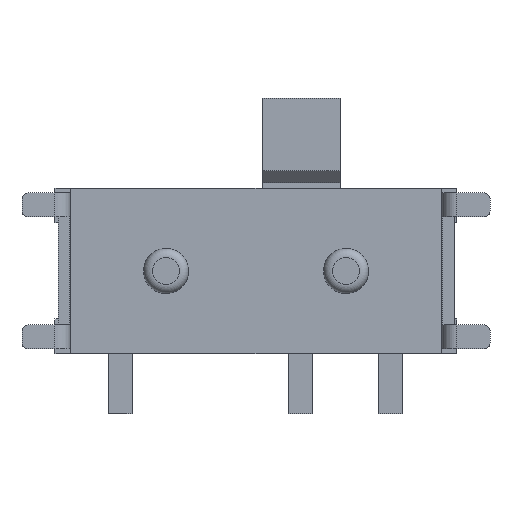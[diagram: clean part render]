
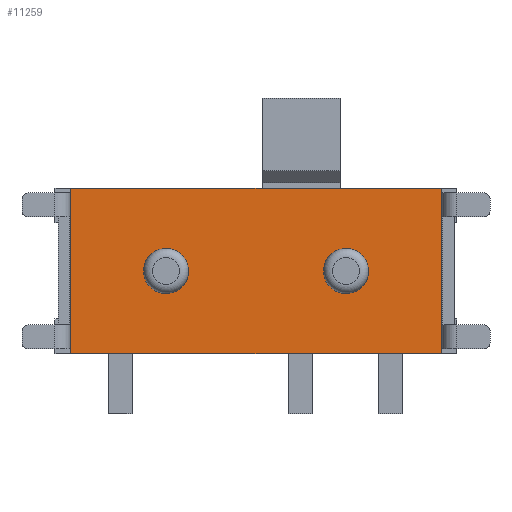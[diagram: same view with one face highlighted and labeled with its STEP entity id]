
A CAD part, front view. The second image highlights one B-rep face of the part: STEP entity #11259.
In plain terms, the highlighted planar face has unit normal (0, -1, 0).
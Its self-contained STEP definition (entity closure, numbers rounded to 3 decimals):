
#45=FACE_BOUND('',#1299,.T.);
#46=FACE_BOUND('',#1300,.T.);
#145=CIRCLE('',#11932,0.375);
#146=CIRCLE('',#11933,0.375);
#713=FACE_OUTER_BOUND('',#1298,.T.);
#1298=EDGE_LOOP('',(#10072,#10073,#10074,#10075));
#1299=EDGE_LOOP('',(#10076));
#1300=EDGE_LOOP('',(#10077));
#2747=LINE('',#17790,#4264);
#2761=LINE('',#17815,#4278);
#2779=LINE('',#17849,#4296);
#2798=LINE('',#17885,#4315);
#4264=VECTOR('',#14573,6.18);
#4278=VECTOR('',#14589,2.75);
#4296=VECTOR('',#14617,10.);
#4315=VECTOR('',#14654,2.75);
#5354=VERTEX_POINT('',#17787);
#5355=VERTEX_POINT('',#17789);
#5365=VERTEX_POINT('',#17813);
#5376=VERTEX_POINT('',#17847);
#5387=VERTEX_POINT('',#17898);
#5388=VERTEX_POINT('',#17900);
#6903=EDGE_CURVE('',#5354,#5355,#2747,.T.);
#6917=EDGE_CURVE('',#5365,#5354,#2761,.T.);
#6935=EDGE_CURVE('',#5376,#5365,#2779,.T.);
#6954=EDGE_CURVE('',#5376,#5355,#2798,.T.);
#6960=EDGE_CURVE('',#5387,#5387,#145,.T.);
#6961=EDGE_CURVE('',#5388,#5388,#146,.T.);
#10072=ORIENTED_EDGE('',*,*,#6935,.F.);
#10073=ORIENTED_EDGE('',*,*,#6954,.T.);
#10074=ORIENTED_EDGE('',*,*,#6903,.F.);
#10075=ORIENTED_EDGE('',*,*,#6917,.F.);
#10076=ORIENTED_EDGE('',*,*,#6960,.F.);
#10077=ORIENTED_EDGE('',*,*,#6961,.F.);
#10698=PLANE('',#11931);
#11259=ADVANCED_FACE('',(#713,#45,#46),#10698,.T.);
#11931=AXIS2_PLACEMENT_3D('',#17897,#14668,#14669);
#11932=AXIS2_PLACEMENT_3D('',#17899,#14670,#14671);
#11933=AXIS2_PLACEMENT_3D('',#17901,#14672,#14673);
#14573=DIRECTION('',(1.,0.,0.));
#14589=DIRECTION('',(0.,0.,1.));
#14617=DIRECTION('',(-1.,0.,0.));
#14654=DIRECTION('',(0.,0.,1.));
#14668=DIRECTION('center_axis',(0.,-1.,0.));
#14669=DIRECTION('ref_axis',(0.,0.,-1.));
#14670=DIRECTION('center_axis',(0.,-1.,0.));
#14671=DIRECTION('ref_axis',(-1.,0.,0.));
#14672=DIRECTION('center_axis',(0.,-1.,0.));
#14673=DIRECTION('ref_axis',(-1.,0.,0.));
#17787=CARTESIAN_POINT('',(-3.09,0.,1.375));
#17789=CARTESIAN_POINT('',(3.09,0.,1.375));
#17790=CARTESIAN_POINT('',(-3.09,0.,1.375));
#17813=CARTESIAN_POINT('',(-3.09,0.,-1.375));
#17815=CARTESIAN_POINT('',(-3.09,0.,-1.375));
#17847=CARTESIAN_POINT('',(3.09,0.,-1.375));
#17849=CARTESIAN_POINT('',(-1.343,0.,-1.375));
#17885=CARTESIAN_POINT('',(3.09,0.,-1.375));
#17897=CARTESIAN_POINT('Origin',(-3.09,0.,-1.375));
#17898=CARTESIAN_POINT('',(1.125,0.,0.));
#17899=CARTESIAN_POINT('Origin',(1.5,0.,0.));
#17900=CARTESIAN_POINT('',(-1.875,0.,0.));
#17901=CARTESIAN_POINT('Origin',(-1.5,0.,0.));
